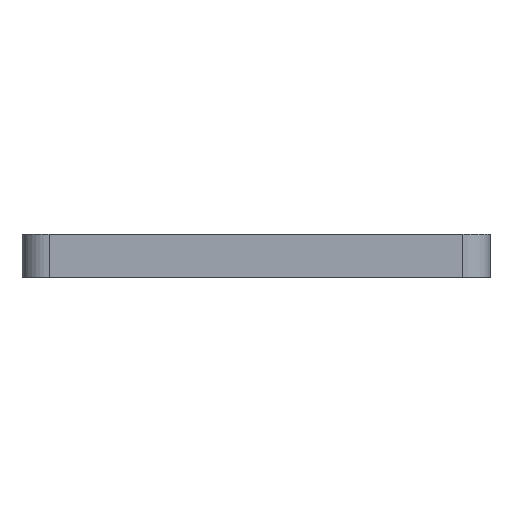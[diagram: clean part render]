
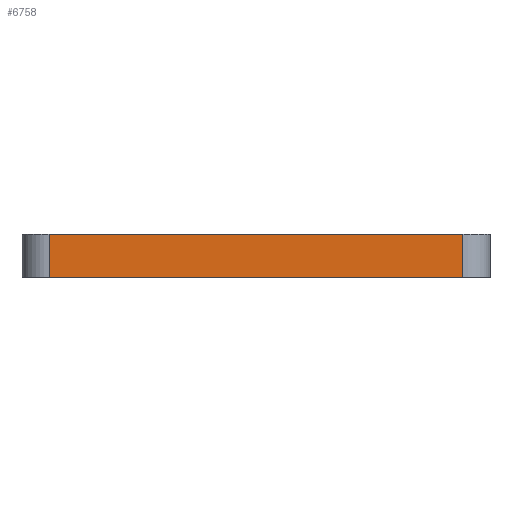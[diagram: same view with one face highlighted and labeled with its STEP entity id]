
A CAD part, front view. The second image highlights one B-rep face of the part: STEP entity #6758.
In plain terms, the highlighted planar face has unit normal (0, -1, 0).
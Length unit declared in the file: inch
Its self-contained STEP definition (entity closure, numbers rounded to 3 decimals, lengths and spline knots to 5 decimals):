
#6599=CARTESIAN_POINT('',(0.025,0.,0.0095));
#6600=VERTEX_POINT('',#6599);
#6608=CARTESIAN_POINT('',(0.4075,0.,0.0095));
#6609=VERTEX_POINT('',#6608);
#6610=CARTESIAN_POINT('',(0.025,0.,0.0095));
#6611=DIRECTION('',(1.0,0.0,0.0));
#6612=VECTOR('',#6611,0.3825);
#6613=LINE('',#6610,#6612);
#6614=EDGE_CURVE('',#6600,#6609,#6613,.T.);
#6715=CARTESIAN_POINT('',(0.4075,0.,-0.0305));
#6716=VERTEX_POINT('',#6715);
#6726=CARTESIAN_POINT('',(0.4075,0.,0.0095));
#6727=DIRECTION('',(0.0,0.0,-1.0));
#6728=VECTOR('',#6727,0.04);
#6729=LINE('',#6726,#6728);
#6730=EDGE_CURVE('',#6609,#6716,#6729,.T.);
#6735=CARTESIAN_POINT('',(0.4325,0.,0.0));
#6736=DIRECTION('',(0.0,-1.0,0.0));
#6737=DIRECTION('',(-1.0,0.0,0.0));
#6738=AXIS2_PLACEMENT_3D('',#6735,#6736,#6737);
#6739=PLANE('',#6738);
#6740=ORIENTED_EDGE('',*,*,#6730,.F.);
#6741=ORIENTED_EDGE('',*,*,#6614,.F.);
#6742=CARTESIAN_POINT('',(0.025,0.,-0.0305));
#6743=VERTEX_POINT('',#6742);
#6744=CARTESIAN_POINT('',(0.025,0.,-0.0305));
#6745=DIRECTION('',(0.0,0.0,1.0));
#6746=VECTOR('',#6745,0.04);
#6747=LINE('',#6744,#6746);
#6748=EDGE_CURVE('',#6743,#6600,#6747,.T.);
#6749=ORIENTED_EDGE('',*,*,#6748,.F.);
#6750=CARTESIAN_POINT('',(0.4075,0.,-0.0305));
#6751=DIRECTION('',(-1.0,0.0,0.0));
#6752=VECTOR('',#6751,0.3825);
#6753=LINE('',#6750,#6752);
#6754=EDGE_CURVE('',#6716,#6743,#6753,.T.);
#6755=ORIENTED_EDGE('',*,*,#6754,.F.);
#6756=EDGE_LOOP('',(#6740,#6741,#6749,#6755));
#6757=FACE_OUTER_BOUND('',#6756,.T.);
#6758=ADVANCED_FACE('',(#6757),#6739,.T.);
